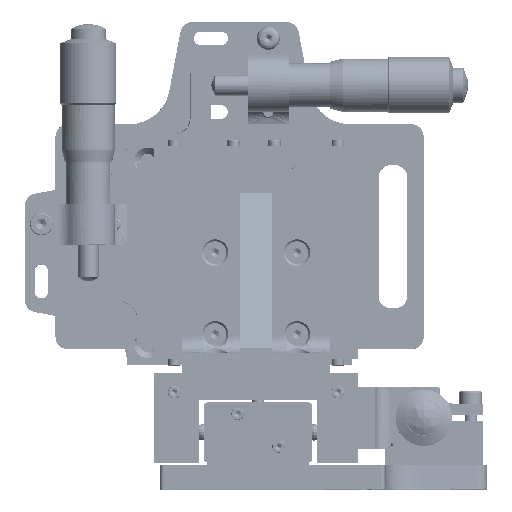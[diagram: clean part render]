
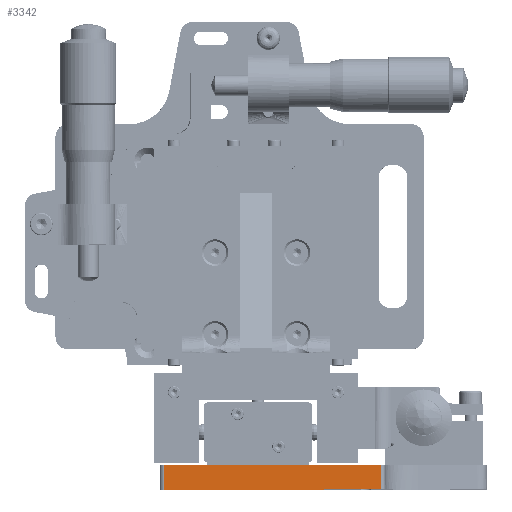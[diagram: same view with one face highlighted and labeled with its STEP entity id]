
A CAD part, top view. The second image highlights one B-rep face of the part: STEP entity #3342.
In plain terms, the highlighted free-form (B-spline) face has degree [1, 1] with [2, 2] control points.
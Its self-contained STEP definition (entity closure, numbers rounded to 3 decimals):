
#745=B_SPLINE_SURFACE_WITH_KNOTS('',1,1,((#122575,#122576),(#122577,#122578)),
 .UNSPECIFIED.,.F.,.F.,.F.,(2,2),(2,2),(-35.62,60.62),
(-33.12,33.12),.UNSPECIFIED.);
#746=B_SPLINE_SURFACE_WITH_KNOTS('',1,1,((#122597,#122598),(#122599,#122600)),
 .UNSPECIFIED.,.F.,.F.,.F.,(2,2),(2,2),(-59.426,4.437),
(-6.763,0.763),.UNSPECIFIED.);
#747=B_SPLINE_SURFACE_WITH_KNOTS('',1,1,((#122601,#122602),(#122603,#122604)),
 .UNSPECIFIED.,.F.,.F.,.F.,(2,2),(2,2),(-33.12,33.12),(-35.62,
60.62),.UNSPECIFIED.);
#3342=ADVANCED_FACE('',(#5825),#746,.T.);
#5825=FACE_OUTER_BOUND('',#8446,.T.);
#8446=EDGE_LOOP('',(#14944,#14945,#14946,#14947));
#14944=ORIENTED_EDGE('',*,*,#73569,.T.);
#14945=ORIENTED_EDGE('',*,*,#73570,.T.);
#14946=ORIENTED_EDGE('',*,*,#73504,.F.);
#14947=ORIENTED_EDGE('',*,*,#73568,.F.);
#28077=PCURVE('',#745,#41276);
#28142=PCURVE('',#88517,#41341);
#28143=PCURVE('',#746,#41342);
#28144=PCURVE('',#746,#41343);
#28145=PCURVE('',#746,#41344);
#28146=PCURVE('',#746,#41345);
#28160=PCURVE('',#747,#41359);
#28265=PCURVE('',#88520,#41464);
#41276=DEFINITIONAL_REPRESENTATION('',(#54825),#191199);
#41341=DEFINITIONAL_REPRESENTATION('',(#54869),#191199);
#41342=DEFINITIONAL_REPRESENTATION('',(#54871),#191199);
#41343=DEFINITIONAL_REPRESENTATION('',(#54873),#191199);
#41344=DEFINITIONAL_REPRESENTATION('',(#54874),#191199);
#41345=DEFINITIONAL_REPRESENTATION('',(#54875),#191199);
#41359=DEFINITIONAL_REPRESENTATION('',(#54886),#191199);
#41464=DEFINITIONAL_REPRESENTATION('',(#54939),#191199);
#54824=B_SPLINE_CURVE_WITH_KNOTS('',1,(#129168,#129169),.UNSPECIFIED.,.F.,
 .F.,(2,2),(0.,53.011),.UNSPECIFIED.);
#54825=B_SPLINE_CURVE_WITH_KNOTS('',1,(#129170,#129171),.UNSPECIFIED.,.F.,
 .F.,(2,2),(0.,53.011),.UNSPECIFIED.);
#54868=B_SPLINE_CURVE_WITH_KNOTS('',1,(#129575,#129576),.UNSPECIFIED.,.F.,
 .F.,(2,2),(0.,6.),.UNSPECIFIED.);
#54869=B_SPLINE_CURVE_WITH_KNOTS('',1,(#129577,#129578),.UNSPECIFIED.,.F.,
 .F.,(2,2),(0.,6.),.UNSPECIFIED.);
#54870=B_SPLINE_CURVE_WITH_KNOTS('',1,(#129579,#129580),.UNSPECIFIED.,.F.,
 .F.,(2,2),(-53.011,0.),.UNSPECIFIED.);
#54871=B_SPLINE_CURVE_WITH_KNOTS('',1,(#129581,#129582),.UNSPECIFIED.,.F.,
 .F.,(2,2),(-53.011,0.),.UNSPECIFIED.);
#54872=B_SPLINE_CURVE_WITH_KNOTS('',1,(#129583,#129584),.UNSPECIFIED.,.F.,
 .F.,(2,2),(-6.,0.),.UNSPECIFIED.);
#54873=B_SPLINE_CURVE_WITH_KNOTS('',1,(#129585,#129586),.UNSPECIFIED.,.F.,
 .F.,(2,2),(-6.,0.),.UNSPECIFIED.);
#54874=B_SPLINE_CURVE_WITH_KNOTS('',1,(#129587,#129588),.UNSPECIFIED.,.F.,
 .F.,(2,2),(0.,53.011),.UNSPECIFIED.);
#54875=B_SPLINE_CURVE_WITH_KNOTS('',1,(#129589,#129590),.UNSPECIFIED.,.F.,
 .F.,(2,2),(0.,6.),.UNSPECIFIED.);
#54886=B_SPLINE_CURVE_WITH_KNOTS('',1,(#129656,#129657),.UNSPECIFIED.,.F.,
 .F.,(2,2),(-53.011,0.),.UNSPECIFIED.);
#54939=B_SPLINE_CURVE_WITH_KNOTS('',1,(#130340,#130341),.UNSPECIFIED.,.F.,
 .F.,(2,2),(-6.,0.),.UNSPECIFIED.);
#66734=SURFACE_CURVE('',#54824,(#28077,#28145),.PCURVE_S1.);
#66798=SURFACE_CURVE('',#54868,(#28142,#28146),.PCURVE_S1.);
#66799=SURFACE_CURVE('',#54870,(#28143,#28160),.PCURVE_S1.);
#66800=SURFACE_CURVE('',#54872,(#28144,#28265),.PCURVE_S1.);
#73504=EDGE_CURVE('',#85066,#85068,#66734,.T.);
#73568=EDGE_CURVE('',#85119,#85066,#66798,.T.);
#73569=EDGE_CURVE('',#85119,#85120,#66799,.T.);
#73570=EDGE_CURVE('',#85120,#85068,#66800,.T.);
#85066=VERTEX_POINT('',#126395);
#85068=VERTEX_POINT('',#126397);
#85119=VERTEX_POINT('',#126448);
#85120=VERTEX_POINT('',#126449);
#88517=(
BOUNDED_SURFACE()
B_SPLINE_SURFACE(2,1,((#122579,#122580),(#122581,#122582),(#122583,#122584),
(#122585,#122586),(#122587,#122588),(#122589,#122590),(#122591,#122592),
(#122593,#122594),(#122595,#122596)),.UNSPECIFIED.,.T.,.F.,.F.)
B_SPLINE_SURFACE_WITH_KNOTS((3,2,2,2,3),(2,2),(0.,1.571,3.142,
4.712,6.283),(0.,7.442),.UNSPECIFIED.)
GEOMETRIC_REPRESENTATION_ITEM()
RATIONAL_B_SPLINE_SURFACE(((1.,1.),(0.707,0.707),
(1.,1.),(0.707,0.707),(1.,1.),(0.707,
0.707),(1.,1.),(0.707,0.707),(1.,1.)))
REPRESENTATION_ITEM('')
SURFACE()
);
#88520=(
BOUNDED_SURFACE()
B_SPLINE_SURFACE(2,1,((#122645,#122646),(#122647,#122648),(#122649,#122650),
(#122651,#122652),(#122653,#122654),(#122655,#122656),(#122657,#122658),
(#122659,#122660),(#122661,#122662)),.UNSPECIFIED.,.T.,.F.,.F.)
B_SPLINE_SURFACE_WITH_KNOTS((3,2,2,2,3),(2,2),(0.,1.571,3.142,
4.712,6.283),(0.,7.442),.UNSPECIFIED.)
GEOMETRIC_REPRESENTATION_ITEM()
RATIONAL_B_SPLINE_SURFACE(((1.,1.),(0.707,0.707),
(1.,1.),(0.707,0.707),(1.,1.),(0.707,
0.707),(1.,1.),(0.707,0.707),(1.,1.)))
REPRESENTATION_ITEM('')
SURFACE()
);
#122575=CARTESIAN_POINT('',(-26.487,-13.779,-0.531));
#122576=CARTESIAN_POINT('',(-26.487,52.461,-0.531));
#122577=CARTESIAN_POINT('',(69.753,-13.779,-0.466));
#122578=CARTESIAN_POINT('',(69.753,52.461,-0.466));
#122579=CARTESIAN_POINT('',(-16.363,-7.159,-7.245));
#122580=CARTESIAN_POINT('',(-16.368,-7.159,0.197));
#122581=CARTESIAN_POINT('',(-16.363,-6.159,-7.245));
#122582=CARTESIAN_POINT('',(-16.368,-6.159,0.197));
#122583=CARTESIAN_POINT('',(-17.363,-6.159,-7.245));
#122584=CARTESIAN_POINT('',(-17.368,-6.159,0.196));
#122585=CARTESIAN_POINT('',(-18.363,-6.159,-7.246));
#122586=CARTESIAN_POINT('',(-18.368,-6.159,0.196));
#122587=CARTESIAN_POINT('',(-18.363,-7.159,-7.246));
#122588=CARTESIAN_POINT('',(-18.368,-7.159,0.196));
#122589=CARTESIAN_POINT('',(-18.363,-8.159,-7.246));
#122590=CARTESIAN_POINT('',(-18.368,-8.159,0.196));
#122591=CARTESIAN_POINT('',(-17.363,-8.159,-7.245));
#122592=CARTESIAN_POINT('',(-17.368,-8.159,0.196));
#122593=CARTESIAN_POINT('',(-16.363,-8.159,-7.245));
#122594=CARTESIAN_POINT('',(-16.368,-8.159,0.197));
#122595=CARTESIAN_POINT('',(-16.363,-7.159,-7.245));
#122596=CARTESIAN_POINT('',(-16.368,-7.159,0.197));
#122597=CARTESIAN_POINT('',(-22.789,-8.159,-7.291));
#122598=CARTESIAN_POINT('',(-22.794,-8.159,0.234));
#122599=CARTESIAN_POINT('',(41.075,-8.159,-7.248));
#122600=CARTESIAN_POINT('',(41.07,-8.159,0.277));
#122601=CARTESIAN_POINT('',(-26.483,-13.779,-6.531));
#122602=CARTESIAN_POINT('',(69.757,-13.779,-6.466));
#122603=CARTESIAN_POINT('',(-26.483,52.461,-6.531));
#122604=CARTESIAN_POINT('',(69.757,52.461,-6.466));
#122645=CARTESIAN_POINT('',(36.649,-7.159,-7.209));
#122646=CARTESIAN_POINT('',(36.644,-7.159,0.232));
#122647=CARTESIAN_POINT('',(36.649,-6.159,-7.209));
#122648=CARTESIAN_POINT('',(36.644,-6.159,0.232));
#122649=CARTESIAN_POINT('',(35.649,-6.159,-7.21));
#122650=CARTESIAN_POINT('',(35.644,-6.159,0.232));
#122651=CARTESIAN_POINT('',(34.649,-6.159,-7.211));
#122652=CARTESIAN_POINT('',(34.644,-6.159,0.231));
#122653=CARTESIAN_POINT('',(34.649,-7.159,-7.211));
#122654=CARTESIAN_POINT('',(34.644,-7.159,0.231));
#122655=CARTESIAN_POINT('',(34.649,-8.159,-7.211));
#122656=CARTESIAN_POINT('',(34.644,-8.159,0.231));
#122657=CARTESIAN_POINT('',(35.649,-8.159,-7.21));
#122658=CARTESIAN_POINT('',(35.644,-8.159,0.232));
#122659=CARTESIAN_POINT('',(36.649,-8.159,-7.209));
#122660=CARTESIAN_POINT('',(36.644,-8.159,0.232));
#122661=CARTESIAN_POINT('',(36.649,-7.159,-7.209));
#122662=CARTESIAN_POINT('',(36.644,-7.159,0.232));
#126395=CARTESIAN_POINT('',(-17.367,-8.159,-0.524));
#126397=CARTESIAN_POINT('',(35.644,-8.159,-0.489));
#126448=CARTESIAN_POINT('',(-17.363,-8.159,-6.524));
#126449=CARTESIAN_POINT('',(35.648,-8.159,-6.489));
#129168=CARTESIAN_POINT('',(-17.367,-8.159,-0.524));
#129169=CARTESIAN_POINT('',(35.644,-8.159,-0.489));
#129170=CARTESIAN_POINT('',(-26.5,-27.5));
#129171=CARTESIAN_POINT('',(26.511,-27.5));
#129575=CARTESIAN_POINT('',(-17.363,-8.159,-6.524));
#129576=CARTESIAN_POINT('',(-17.367,-8.159,-0.524));
#129577=CARTESIAN_POINT('',(4.712,0.721));
#129578=CARTESIAN_POINT('',(4.712,6.721));
#129579=CARTESIAN_POINT('',(-17.363,-8.159,-6.524));
#129580=CARTESIAN_POINT('',(35.648,-8.159,-6.489));
#129581=CARTESIAN_POINT('',(-54.,-6.));
#129582=CARTESIAN_POINT('',(-0.989,-6.));
#129583=CARTESIAN_POINT('',(35.648,-8.159,-6.489));
#129584=CARTESIAN_POINT('',(35.644,-8.159,-0.489));
#129585=CARTESIAN_POINT('',(-0.989,-6.));
#129586=CARTESIAN_POINT('',(-0.989,0.));
#129587=CARTESIAN_POINT('',(-54.,0.));
#129588=CARTESIAN_POINT('',(-0.989,0.));
#129589=CARTESIAN_POINT('',(-54.,-6.));
#129590=CARTESIAN_POINT('',(-54.,0.));
#129656=CARTESIAN_POINT('',(-27.5,-26.5));
#129657=CARTESIAN_POINT('',(-27.5,26.511));
#130340=CARTESIAN_POINT('',(4.712,0.721));
#130341=CARTESIAN_POINT('',(4.712,6.721));
#191199=(
GEOMETRIC_REPRESENTATION_CONTEXT(2)
PARAMETRIC_REPRESENTATION_CONTEXT()
REPRESENTATION_CONTEXT('pspace','')
);
